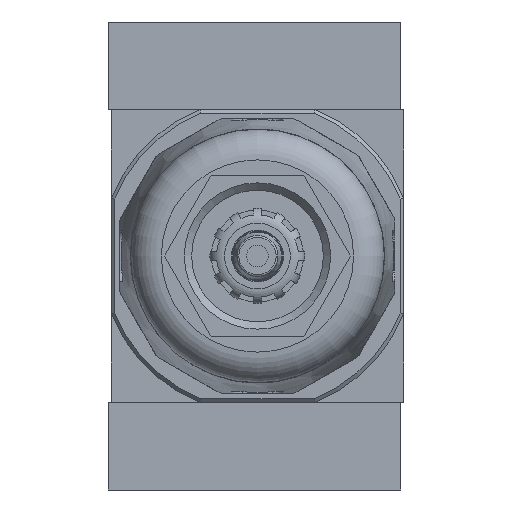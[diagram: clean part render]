
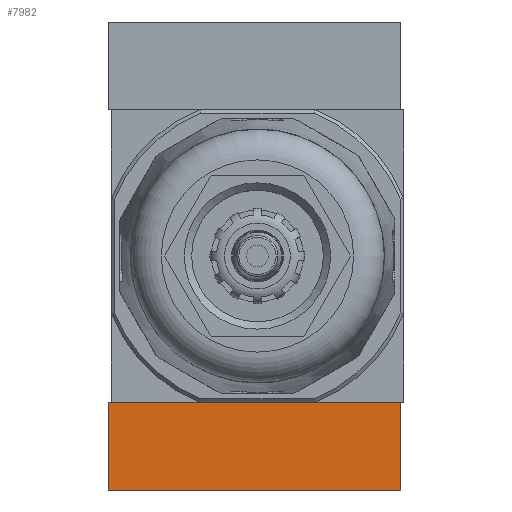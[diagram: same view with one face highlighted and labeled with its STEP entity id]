
A CAD part, front view. The second image highlights one B-rep face of the part: STEP entity #7982.
In plain terms, the highlighted face is planar.
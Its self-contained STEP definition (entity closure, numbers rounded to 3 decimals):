
#423=LINE('',#12476,#849);
#428=LINE('',#12490,#854);
#430=LINE('',#12494,#856);
#431=LINE('',#12495,#857);
#849=VECTOR('',#9866,1000.);
#854=VECTOR('',#9879,1000.);
#856=VECTOR('',#9883,1000.);
#857=VECTOR('',#9884,1000.);
#1163=PLANE('',#8565);
#2433=ORIENTED_EDGE('',*,*,#3802,.T.);
#2434=ORIENTED_EDGE('',*,*,#3793,.F.);
#2435=ORIENTED_EDGE('',*,*,#3803,.F.);
#2436=ORIENTED_EDGE('',*,*,#3800,.T.);
#3793=EDGE_CURVE('',#4565,#4562,#423,.T.);
#3800=EDGE_CURVE('',#4571,#4570,#428,.T.);
#3802=EDGE_CURVE('',#4570,#4562,#430,.T.);
#3803=EDGE_CURVE('',#4571,#4565,#431,.T.);
#4562=VERTEX_POINT('',#12470);
#4565=VERTEX_POINT('',#12475);
#4570=VERTEX_POINT('',#12489);
#4571=VERTEX_POINT('',#12491);
#5459=EDGE_LOOP('',(#2433,#2434,#2435,#2436));
#6003=FACE_BOUND('',#5459,.T.);
#7982=ADVANCED_FACE('',(#6003),#1163,.F.);
#8565=AXIS2_PLACEMENT_3D('',#12493,#9881,#9882);
#9866=DIRECTION('',(0.,0.,-1.));
#9879=DIRECTION('',(0.,0.,-1.));
#9881=DIRECTION('',(0.,-1.,0.));
#9882=DIRECTION('',(0.,0.,-1.));
#9883=DIRECTION('',(-1.,0.,0.));
#9884=DIRECTION('',(-1.,0.,0.));
#12470=CARTESIAN_POINT('',(-20.,10.,-6.));
#12475=CARTESIAN_POINT('',(-20.,10.,6.));
#12476=CARTESIAN_POINT('',(-20.,10.,6.));
#12489=CARTESIAN_POINT('',(20.,10.,-6.));
#12490=CARTESIAN_POINT('',(20.,10.,6.));
#12491=CARTESIAN_POINT('',(20.,10.,6.));
#12493=CARTESIAN_POINT('',(20.,10.,6.));
#12494=CARTESIAN_POINT('',(20.,10.,-6.));
#12495=CARTESIAN_POINT('',(20.,10.,6.));
